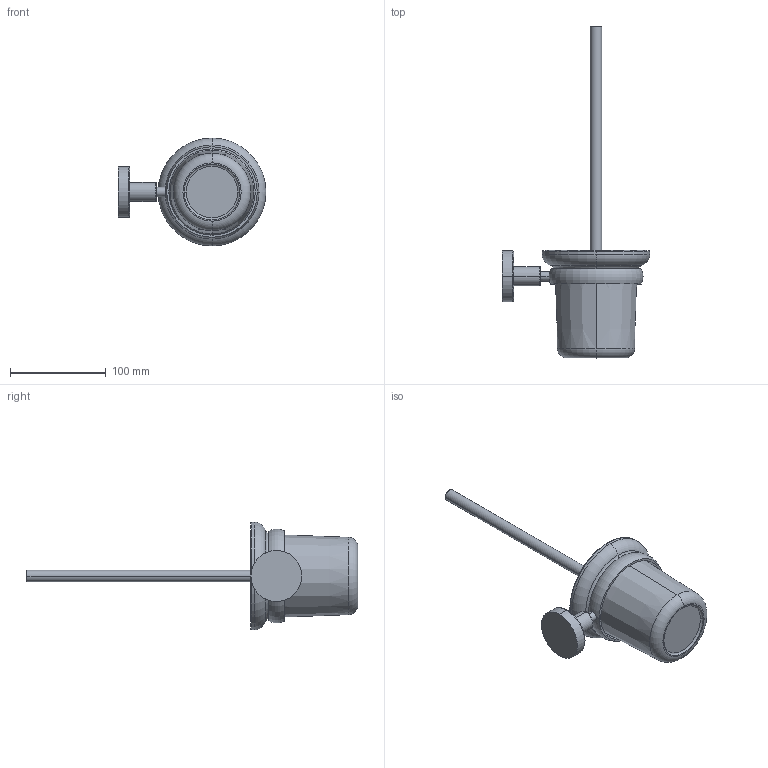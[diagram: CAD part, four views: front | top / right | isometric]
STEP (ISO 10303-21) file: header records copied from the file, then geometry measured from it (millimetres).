
FILE_DESCRIPTION((''),'2;1');
FILE_NAME('165_ASM','2019-02-17T',('MQ'),(''),'PRO/ENGINEER BY PARAMETRIC TECHNOLOGY CORPORATION, 2012130','PRO/ENGINEER BY PARAMETRIC TECHNOLOGY CORPORATION, 2012130','');
FILE_SCHEMA(('CONFIG_CONTROL_DESIGN'));
Length unit declared in the file: millimetre
Products named in the file (4): 165; 165-02; 165-03; 165_ASM
Assembly tree (3 placements, depth 2):
  165_ASM
    165
    165-02
    165-03
Bounding box: 154.21 x 346.1 x 112.42 mm (x, y, z)
Volume: 510399.3 mm3; surface area: 119730 mm2
Topology: 3 solids, 3 shells, 65 faces, 133 edges, 79 vertices
Faces by surface type: torus 28, cylinder 18, plane 13, cone 4, sphere 2
Entity records: 1870 total; most frequent: DIRECTION 376, CARTESIAN_POINT 318, ORIENTED_EDGE 262, AXIS2_PLACEMENT_3D 177, EDGE_CURVE 131, CIRCLE 105, VERTEX_POINT 79, EDGE_LOOP 74
